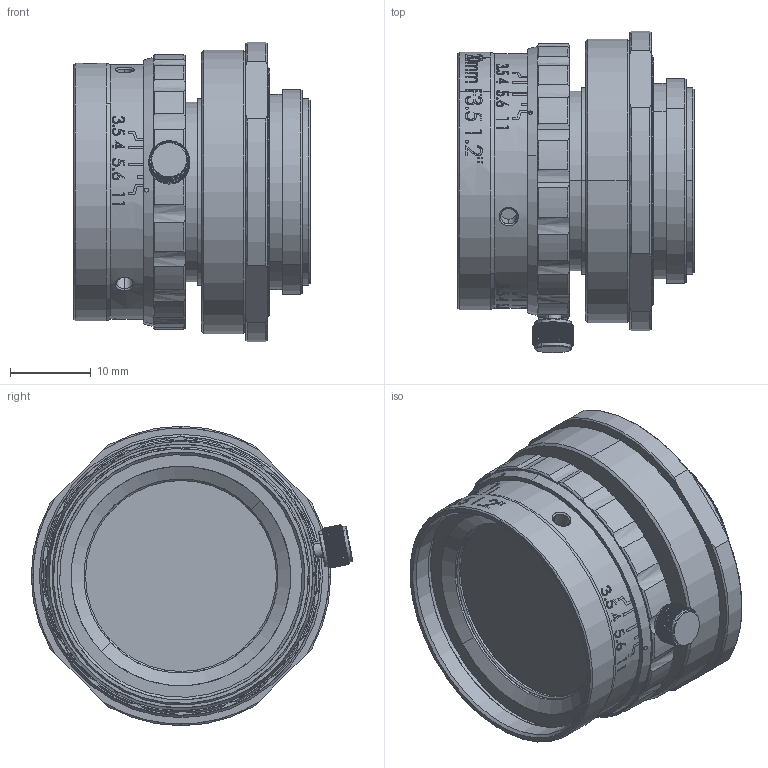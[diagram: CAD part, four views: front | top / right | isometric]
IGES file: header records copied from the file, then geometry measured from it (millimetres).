
Start section: SolidWorks IGES file using analytic representation for surfaces
Global section: file name: MFA121-U20.IGS; native system: SolidWorks 2017; preprocessor: SolidWorks 2017; author: 666; date: 240104.102749; units: millimetre
Bounding box: 29.24 x 39.73 x 37 mm (x, y, z)
Surface area: 12874.5 mm2 (no closed solid volume)
Topology: 0 solids, 0 shells, 1265 faces, 11294 edges, 11294 vertices
Faces by surface type: bspline 721, revolution 544
